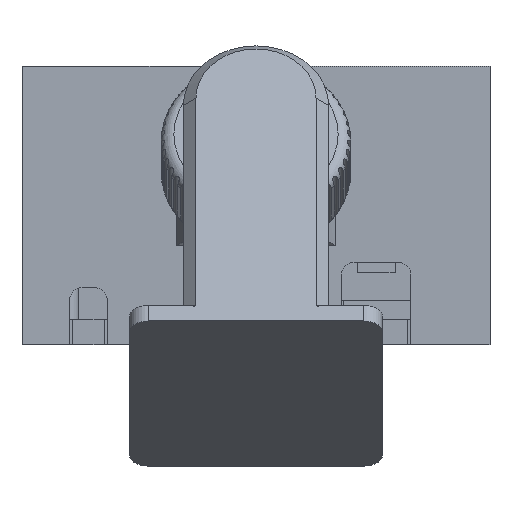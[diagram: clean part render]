
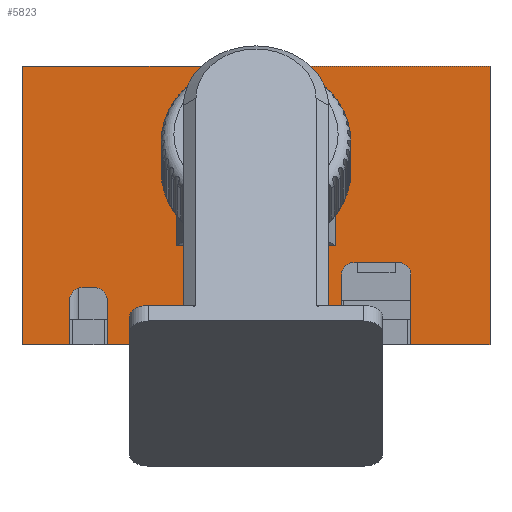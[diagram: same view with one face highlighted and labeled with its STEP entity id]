
A CAD part, front view. The second image highlights one B-rep face of the part: STEP entity #5823.
In plain terms, the highlighted planar face has unit normal (0, -1, 0).
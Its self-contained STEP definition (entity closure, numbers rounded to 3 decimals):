
#83=FACE_BOUND('',#853,.T.);
#84=FACE_BOUND('',#854,.T.);
#85=FACE_BOUND('',#855,.T.);
#186=PLANE('',#6387);
#499=FACE_OUTER_BOUND('',#852,.T.);
#852=EDGE_LOOP('',(#5009,#5010,#5011,#5012,#5013,#5014,#5015,#5016,#5017,
#5018,#5019,#5020,#5021,#5022,#5023,#5024,#5025,#5026,#5027,#5028,#5029,
#5030));
#853=EDGE_LOOP('',(#5031,#5032,#5033,#5034));
#854=EDGE_LOOP('',(#5035));
#855=EDGE_LOOP('',(#5036));
#1104=CIRCLE('',#6309,2.);
#1107=CIRCLE('',#6314,2.);
#1108=CIRCLE('',#6318,2.);
#1111=CIRCLE('',#6323,2.);
#1112=CIRCLE('',#6325,2.);
#1115=CIRCLE('',#6330,2.);
#1142=CIRCLE('',#6385,1.75);
#1144=CIRCLE('',#6388,1.75);
#1315=B_SPLINE_CURVE_WITH_KNOTS('',3,(#16785,#16786,#16787,#16788,#16789),
 .UNSPECIFIED.,.F.,.F.,(4,1,4),(-1.,-0.571,0.),
 .UNSPECIFIED.);
#1316=B_SPLINE_CURVE_WITH_KNOTS('',3,(#16821,#16822,#16823,#16824,#16825,
#16826,#16827),.UNSPECIFIED.,.F.,.F.,(4,1,1,1,4),(-1.,-0.857,
-0.571,-0.286,0.),.UNSPECIFIED.);
#1317=B_SPLINE_CURVE_WITH_KNOTS('',3,(#16850,#16851,#16852,#16853,#16854),
 .UNSPECIFIED.,.F.,.F.,(4,1,4),(-1.,-0.571,0.),
 .UNSPECIFIED.);
#1318=B_SPLINE_CURVE_WITH_KNOTS('',3,(#16884,#16885,#16886,#16887,#16888,
#16889,#16890),.UNSPECIFIED.,.F.,.F.,(4,1,1,1,4),(-1.,-0.857,
-0.571,-0.286,0.),.UNSPECIFIED.);
#1591=LINE('',#16902,#2051);
#1599=LINE('',#16922,#2059);
#1604=LINE('',#16931,#2064);
#1607=LINE('',#16943,#2067);
#1613=LINE('',#16964,#2073);
#1621=LINE('',#16984,#2081);
#1626=LINE('',#16993,#2086);
#1627=LINE('',#16996,#2087);
#1632=LINE('',#17005,#2092);
#1676=LINE('',#17148,#2136);
#1679=LINE('',#17157,#2139);
#1680=LINE('',#17159,#2140);
#1681=LINE('',#17160,#2141);
#1682=LINE('',#17162,#2142);
#1683=LINE('',#17163,#2143);
#1684=LINE('',#17164,#2144);
#2051=VECTOR('',#7504,10.);
#2059=VECTOR('',#7520,10.);
#2064=VECTOR('',#7527,10.);
#2067=VECTOR('',#7538,10.);
#2073=VECTOR('',#7558,10.);
#2081=VECTOR('',#7574,10.);
#2086=VECTOR('',#7581,10.);
#2087=VECTOR('',#7584,10.);
#2092=VECTOR('',#7591,10.);
#2136=VECTOR('',#7733,10.);
#2139=VECTOR('',#7744,10.);
#2140=VECTOR('',#7745,10.);
#2141=VECTOR('',#7746,10.);
#2142=VECTOR('',#7747,10.);
#2143=VECTOR('',#7748,10.);
#2144=VECTOR('',#7749,10.);
#2626=VERTEX_POINT('',#16783);
#2627=VERTEX_POINT('',#16784);
#2628=VERTEX_POINT('',#16820);
#2629=VERTEX_POINT('',#16849);
#2630=VERTEX_POINT('',#16892);
#2631=VERTEX_POINT('',#16893);
#2634=VERTEX_POINT('',#16901);
#2641=VERTEX_POINT('',#16917);
#2642=VERTEX_POINT('',#16921);
#2645=VERTEX_POINT('',#16929);
#2646=VERTEX_POINT('',#16933);
#2647=VERTEX_POINT('',#16934);
#2650=VERTEX_POINT('',#16942);
#2653=VERTEX_POINT('',#16950);
#2654=VERTEX_POINT('',#16954);
#2655=VERTEX_POINT('',#16955);
#2658=VERTEX_POINT('',#16963);
#2665=VERTEX_POINT('',#16979);
#2666=VERTEX_POINT('',#16983);
#2669=VERTEX_POINT('',#16991);
#2670=VERTEX_POINT('',#16995);
#2673=VERTEX_POINT('',#17003);
#2722=VERTEX_POINT('',#17145);
#2723=VERTEX_POINT('',#17147);
#2724=VERTEX_POINT('',#17151);
#2726=VERTEX_POINT('',#17158);
#2727=VERTEX_POINT('',#17161);
#2728=VERTEX_POINT('',#17165);
#3379=EDGE_CURVE('',#2626,#2627,#1315,.T.);
#3382=EDGE_CURVE('',#2628,#2626,#1316,.T.);
#3384=EDGE_CURVE('',#2629,#2628,#1317,.T.);
#3386=EDGE_CURVE('',#2627,#2629,#1318,.T.);
#3387=EDGE_CURVE('',#2630,#2631,#1104,.T.);
#3391=EDGE_CURVE('',#2634,#2631,#1591,.T.);
#3399=EDGE_CURVE('',#2634,#2641,#1107,.T.);
#3401=EDGE_CURVE('',#2642,#2641,#1599,.F.);
#3406=EDGE_CURVE('',#2630,#2645,#1604,.F.);
#3407=EDGE_CURVE('',#2646,#2647,#1108,.T.);
#3411=EDGE_CURVE('',#2650,#2647,#1607,.T.);
#3415=EDGE_CURVE('',#2650,#2653,#1111,.T.);
#3417=EDGE_CURVE('',#2654,#2655,#1112,.T.);
#3421=EDGE_CURVE('',#2658,#2655,#1613,.T.);
#3429=EDGE_CURVE('',#2658,#2665,#1115,.T.);
#3431=EDGE_CURVE('',#2666,#2653,#1621,.F.);
#3436=EDGE_CURVE('',#2646,#2669,#1626,.F.);
#3437=EDGE_CURVE('',#2670,#2665,#1627,.F.);
#3442=EDGE_CURVE('',#2654,#2673,#1632,.F.);
#3512=EDGE_CURVE('',#2722,#2723,#1676,.T.);
#3514=EDGE_CURVE('',#2724,#2724,#1142,.T.);
#3517=EDGE_CURVE('',#2645,#2670,#1679,.T.);
#3518=EDGE_CURVE('',#2673,#2726,#1680,.T.);
#3519=EDGE_CURVE('',#2726,#2723,#1681,.T.);
#3520=EDGE_CURVE('',#2727,#2722,#1682,.T.);
#3521=EDGE_CURVE('',#2727,#2666,#1683,.T.);
#3522=EDGE_CURVE('',#2669,#2642,#1684,.T.);
#3523=EDGE_CURVE('',#2728,#2728,#1144,.T.);
#5009=ORIENTED_EDGE('',*,*,#3401,.T.);
#5010=ORIENTED_EDGE('',*,*,#3399,.F.);
#5011=ORIENTED_EDGE('',*,*,#3391,.T.);
#5012=ORIENTED_EDGE('',*,*,#3387,.F.);
#5013=ORIENTED_EDGE('',*,*,#3406,.T.);
#5014=ORIENTED_EDGE('',*,*,#3517,.T.);
#5015=ORIENTED_EDGE('',*,*,#3437,.T.);
#5016=ORIENTED_EDGE('',*,*,#3429,.F.);
#5017=ORIENTED_EDGE('',*,*,#3421,.T.);
#5018=ORIENTED_EDGE('',*,*,#3417,.F.);
#5019=ORIENTED_EDGE('',*,*,#3442,.T.);
#5020=ORIENTED_EDGE('',*,*,#3518,.T.);
#5021=ORIENTED_EDGE('',*,*,#3519,.T.);
#5022=ORIENTED_EDGE('',*,*,#3512,.F.);
#5023=ORIENTED_EDGE('',*,*,#3520,.F.);
#5024=ORIENTED_EDGE('',*,*,#3521,.T.);
#5025=ORIENTED_EDGE('',*,*,#3431,.T.);
#5026=ORIENTED_EDGE('',*,*,#3415,.F.);
#5027=ORIENTED_EDGE('',*,*,#3411,.T.);
#5028=ORIENTED_EDGE('',*,*,#3407,.F.);
#5029=ORIENTED_EDGE('',*,*,#3436,.T.);
#5030=ORIENTED_EDGE('',*,*,#3522,.T.);
#5031=ORIENTED_EDGE('',*,*,#3379,.T.);
#5032=ORIENTED_EDGE('',*,*,#3386,.T.);
#5033=ORIENTED_EDGE('',*,*,#3384,.T.);
#5034=ORIENTED_EDGE('',*,*,#3382,.T.);
#5035=ORIENTED_EDGE('',*,*,#3523,.F.);
#5036=ORIENTED_EDGE('',*,*,#3514,.F.);
#5823=ADVANCED_FACE('',(#499,#83,#84,#85),#186,.T.);
#6309=AXIS2_PLACEMENT_3D('',#16894,#7496,#7497);
#6314=AXIS2_PLACEMENT_3D('',#16918,#7515,#7516);
#6318=AXIS2_PLACEMENT_3D('',#16935,#7530,#7531);
#6323=AXIS2_PLACEMENT_3D('',#16951,#7545,#7546);
#6325=AXIS2_PLACEMENT_3D('',#16956,#7550,#7551);
#6330=AXIS2_PLACEMENT_3D('',#16980,#7569,#7570);
#6385=AXIS2_PLACEMENT_3D('',#17152,#7737,#7738);
#6387=AXIS2_PLACEMENT_3D('',#17156,#7742,#7743);
#6388=AXIS2_PLACEMENT_3D('',#17166,#7750,#7751);
#7496=DIRECTION('center_axis',(0.,-1.,0.));
#7497=DIRECTION('ref_axis',(0.707,0.,0.707));
#7504=DIRECTION('',(1.,0.,0.));
#7515=DIRECTION('center_axis',(0.,-1.,0.));
#7516=DIRECTION('ref_axis',(-0.707,0.,0.707));
#7520=DIRECTION('',(0.,0.,-1.));
#7527=DIRECTION('',(0.,0.,1.));
#7530=DIRECTION('center_axis',(0.,-1.,0.));
#7531=DIRECTION('ref_axis',(0.707,0.,0.707));
#7538=DIRECTION('',(1.,0.,0.));
#7545=DIRECTION('center_axis',(0.,-1.,0.));
#7546=DIRECTION('ref_axis',(-0.707,0.,0.707));
#7550=DIRECTION('center_axis',(0.,-1.,0.));
#7551=DIRECTION('ref_axis',(0.707,0.,0.707));
#7558=DIRECTION('',(1.,0.,0.));
#7569=DIRECTION('center_axis',(0.,-1.,0.));
#7570=DIRECTION('ref_axis',(-0.707,0.,0.707));
#7574=DIRECTION('',(0.,0.,-1.));
#7581=DIRECTION('',(0.,0.,1.));
#7584=DIRECTION('',(0.,0.,-1.));
#7591=DIRECTION('',(0.,0.,1.));
#7733=DIRECTION('',(1.,0.,0.));
#7737=DIRECTION('center_axis',(0.,-1.,0.));
#7738=DIRECTION('ref_axis',(-1.,0.,0.));
#7742=DIRECTION('center_axis',(0.,-1.,0.));
#7743=DIRECTION('ref_axis',(1.,0.,0.));
#7744=DIRECTION('',(1.,0.,0.));
#7745=DIRECTION('',(1.,0.,0.));
#7746=DIRECTION('',(0.,0.,1.));
#7747=DIRECTION('',(0.,0.,1.));
#7748=DIRECTION('',(1.,0.,0.));
#7749=DIRECTION('',(1.,0.,0.));
#7750=DIRECTION('center_axis',(0.,-1.,0.));
#7751=DIRECTION('ref_axis',(-1.,0.,0.));
#16783=CARTESIAN_POINT('',(-12.5,-47.5,15.645));
#16784=CARTESIAN_POINT('',(-12.5,-47.5,30.645));
#16785=CARTESIAN_POINT('Ctrl Pts',(-12.5,-47.5,15.645));
#16786=CARTESIAN_POINT('Ctrl Pts',(-12.5,-47.5,17.788));
#16787=CARTESIAN_POINT('Ctrl Pts',(-12.5,-47.5,22.788));
#16788=CARTESIAN_POINT('Ctrl Pts',(-12.5,-47.5,27.788));
#16789=CARTESIAN_POINT('Ctrl Pts',(-12.5,-47.5,30.645));
#16820=CARTESIAN_POINT('',(12.5,-47.5,15.645));
#16821=CARTESIAN_POINT('Ctrl Pts',(12.5,-47.5,15.645));
#16822=CARTESIAN_POINT('Ctrl Pts',(11.31,-47.5,15.645));
#16823=CARTESIAN_POINT('Ctrl Pts',(7.738,-47.5,15.645));
#16824=CARTESIAN_POINT('Ctrl Pts',(1.786,-47.5,15.645));
#16825=CARTESIAN_POINT('Ctrl Pts',(-5.357,-47.5,15.645));
#16826=CARTESIAN_POINT('Ctrl Pts',(-10.119,-47.5,15.645));
#16827=CARTESIAN_POINT('Ctrl Pts',(-12.5,-47.5,15.645));
#16849=CARTESIAN_POINT('',(12.5,-47.5,30.645));
#16850=CARTESIAN_POINT('Ctrl Pts',(12.5,-47.5,30.645));
#16851=CARTESIAN_POINT('Ctrl Pts',(12.5,-47.5,28.502));
#16852=CARTESIAN_POINT('Ctrl Pts',(12.5,-47.5,23.502));
#16853=CARTESIAN_POINT('Ctrl Pts',(12.5,-47.5,18.502));
#16854=CARTESIAN_POINT('Ctrl Pts',(12.5,-47.5,15.645));
#16884=CARTESIAN_POINT('Ctrl Pts',(-12.5,-47.5,30.645));
#16885=CARTESIAN_POINT('Ctrl Pts',(-11.31,-47.5,30.645));
#16886=CARTESIAN_POINT('Ctrl Pts',(-7.738,-47.5,30.645));
#16887=CARTESIAN_POINT('Ctrl Pts',(-1.786,-47.5,30.645));
#16888=CARTESIAN_POINT('Ctrl Pts',(5.357,-47.5,30.645));
#16889=CARTESIAN_POINT('Ctrl Pts',(10.119,-47.5,30.645));
#16890=CARTESIAN_POINT('Ctrl Pts',(12.5,-47.5,30.645));
#16892=CARTESIAN_POINT('',(4.5,-47.5,11.));
#16893=CARTESIAN_POINT('',(2.5,-47.5,13.));
#16894=CARTESIAN_POINT('Origin',(2.5,-47.5,11.));
#16901=CARTESIAN_POINT('',(-4.5,-47.5,13.));
#16902=CARTESIAN_POINT('',(-14.,-47.5,13.));
#16917=CARTESIAN_POINT('',(-6.5,-47.5,11.));
#16918=CARTESIAN_POINT('Origin',(-4.5,-47.5,11.));
#16921=CARTESIAN_POINT('',(-6.5,-47.5,0.));
#16922=CARTESIAN_POINT('',(-6.5,-47.5,2.));
#16929=CARTESIAN_POINT('',(4.5,-47.5,0.));
#16931=CARTESIAN_POINT('',(4.5,-47.5,2.));
#16933=CARTESIAN_POINT('',(-23.5,-47.5,7.));
#16934=CARTESIAN_POINT('',(-25.5,-47.5,9.));
#16935=CARTESIAN_POINT('Origin',(-25.5,-47.5,7.));
#16942=CARTESIAN_POINT('',(-27.5,-47.5,9.));
#16943=CARTESIAN_POINT('',(-31.75,-47.5,9.));
#16950=CARTESIAN_POINT('',(-29.5,-47.5,7.));
#16951=CARTESIAN_POINT('Origin',(-27.5,-47.5,7.));
#16954=CARTESIAN_POINT('',(24.5,-47.5,11.));
#16955=CARTESIAN_POINT('',(22.5,-47.5,13.));
#16956=CARTESIAN_POINT('Origin',(22.5,-47.5,11.));
#16963=CARTESIAN_POINT('',(15.5,-47.5,13.));
#16964=CARTESIAN_POINT('',(-14.,-47.5,13.));
#16979=CARTESIAN_POINT('',(13.5,-47.5,11.));
#16980=CARTESIAN_POINT('Origin',(15.5,-47.5,11.));
#16983=CARTESIAN_POINT('',(-29.5,-47.5,0.));
#16984=CARTESIAN_POINT('',(-29.5,-47.5,2.));
#16991=CARTESIAN_POINT('',(-23.5,-47.5,0.));
#16993=CARTESIAN_POINT('',(-23.5,-47.5,2.));
#16995=CARTESIAN_POINT('',(13.5,-47.5,0.));
#16996=CARTESIAN_POINT('',(13.5,-47.5,2.));
#17003=CARTESIAN_POINT('',(24.5,-47.5,0.));
#17005=CARTESIAN_POINT('',(24.5,-47.5,2.));
#17145=CARTESIAN_POINT('',(-37.,-47.5,44.));
#17147=CARTESIAN_POINT('',(37.,-47.5,44.));
#17148=CARTESIAN_POINT('',(-18.5,-47.5,44.));
#17151=CARTESIAN_POINT('',(10.75,-47.5,2.));
#17152=CARTESIAN_POINT('Origin',(9.,-47.5,2.));
#17156=CARTESIAN_POINT('Origin',(-37.,-47.5,4.));
#17157=CARTESIAN_POINT('',(-37.,-47.5,0.));
#17158=CARTESIAN_POINT('',(37.,-47.5,0.));
#17159=CARTESIAN_POINT('',(-37.,-47.5,0.));
#17160=CARTESIAN_POINT('',(37.,-47.5,4.));
#17161=CARTESIAN_POINT('',(-37.,-47.5,0.));
#17162=CARTESIAN_POINT('',(-37.,-47.5,4.));
#17163=CARTESIAN_POINT('',(-37.,-47.5,0.));
#17164=CARTESIAN_POINT('',(-37.,-47.5,0.));
#17165=CARTESIAN_POINT('',(-13.25,-47.5,2.));
#17166=CARTESIAN_POINT('Origin',(-15.,-47.5,2.));
